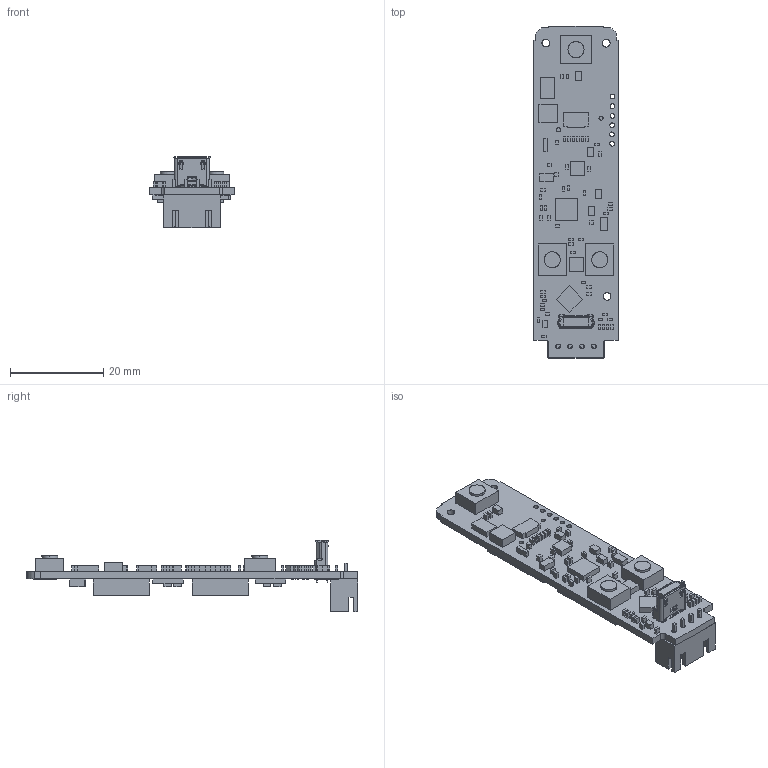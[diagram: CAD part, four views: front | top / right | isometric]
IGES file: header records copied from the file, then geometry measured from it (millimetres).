
Start section: SolidWorks IGES file using analytic representation for surfaces
Global section: file name: John's\dna200board.IGS; native system: SolidWorks 2015; preprocessor: SolidWorks 2015; author: John; date: 150423.042020; units: inch
Bounding box: 18 x 71.07 x 15.25 mm (x, y, z)
Surface area: 5128.6 mm2 (no closed solid volume)
Topology: 0 solids, 0 shells, 1005 faces, 6453 edges, 6453 vertices
Faces by surface type: bspline 828, revolution 177
